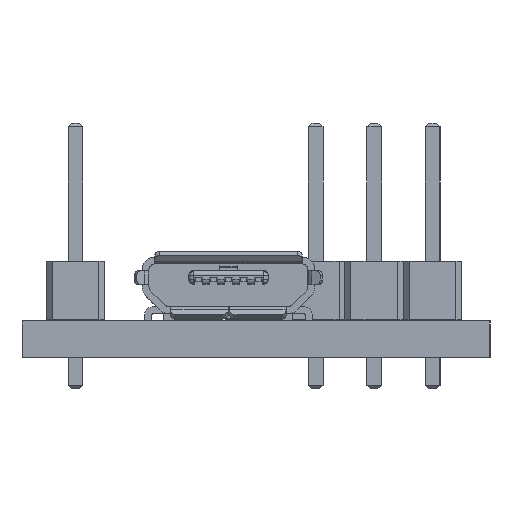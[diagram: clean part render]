
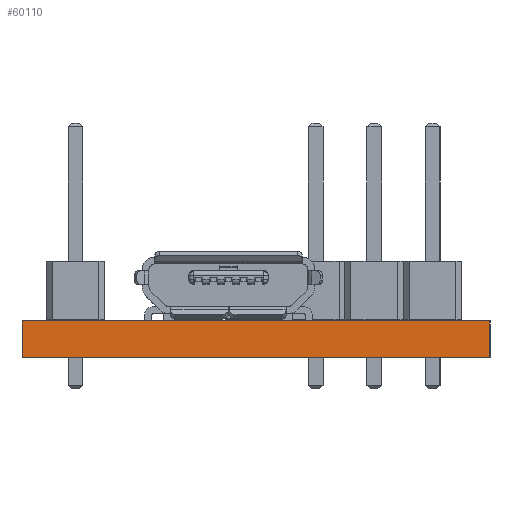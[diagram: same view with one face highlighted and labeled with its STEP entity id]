
A CAD part, left-side view. The second image highlights one B-rep face of the part: STEP entity #60110.
In plain terms, the highlighted planar face has unit normal (-1, 0, 0).
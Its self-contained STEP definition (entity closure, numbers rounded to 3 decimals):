
#60110 = ADVANCED_FACE('',(#60111),#60125,.F.);
#60111 = FACE_BOUND('',#60112,.F.);
#60112 = EDGE_LOOP('',(#60113,#60148,#60176,#60204));
#60113 = ORIENTED_EDGE('',*,*,#60114,.T.);
#60114 = EDGE_CURVE('',#60115,#60117,#60119,.T.);
#60115 = VERTEX_POINT('',#60116);
#60116 = CARTESIAN_POINT('',(96.012,-77.216,0.));
#60117 = VERTEX_POINT('',#60118);
#60118 = CARTESIAN_POINT('',(96.012,-77.216,1.6));
#60119 = SURFACE_CURVE('',#60120,(#60124,#60136),.PCURVE_S1.);
#60120 = LINE('',#60121,#60122);
#60121 = CARTESIAN_POINT('',(96.012,-77.216,0.));
#60122 = VECTOR('',#60123,1.);
#60123 = DIRECTION('',(0.,0.,1.));
#60124 = PCURVE('',#60125,#60130);
#60125 = PLANE('',#60126);
#60126 = AXIS2_PLACEMENT_3D('',#60127,#60128,#60129);
#60127 = CARTESIAN_POINT('',(96.012,-77.216,0.));
#60128 = DIRECTION('',(1.,0.,0.));
#60129 = DIRECTION('',(0.,-1.,0.));
#60130 = DEFINITIONAL_REPRESENTATION('',(#60131),#60135);
#60131 = LINE('',#60132,#60133);
#60132 = CARTESIAN_POINT('',(0.,0.));
#60133 = VECTOR('',#60134,1.);
#60134 = DIRECTION('',(0.,-1.));
#60135 = ( GEOMETRIC_REPRESENTATION_CONTEXT(2) 
PARAMETRIC_REPRESENTATION_CONTEXT() REPRESENTATION_CONTEXT('2D SPACE',''
  ) );
#60136 = PCURVE('',#60137,#60142);
#60137 = PLANE('',#60138);
#60138 = AXIS2_PLACEMENT_3D('',#60139,#60140,#60141);
#60139 = CARTESIAN_POINT('',(101.092,-77.216,0.));
#60140 = DIRECTION('',(0.,-1.,0.));
#60141 = DIRECTION('',(-1.,0.,0.));
#60142 = DEFINITIONAL_REPRESENTATION('',(#60143),#60147);
#60143 = LINE('',#60144,#60145);
#60144 = CARTESIAN_POINT('',(5.08,0.));
#60145 = VECTOR('',#60146,1.);
#60146 = DIRECTION('',(0.,-1.));
#60147 = ( GEOMETRIC_REPRESENTATION_CONTEXT(2) 
PARAMETRIC_REPRESENTATION_CONTEXT() REPRESENTATION_CONTEXT('2D SPACE',''
  ) );
#60148 = ORIENTED_EDGE('',*,*,#60149,.T.);
#60149 = EDGE_CURVE('',#60117,#60150,#60152,.T.);
#60150 = VERTEX_POINT('',#60151);
#60151 = CARTESIAN_POINT('',(96.012,-97.536,1.6));
#60152 = SURFACE_CURVE('',#60153,(#60157,#60164),.PCURVE_S1.);
#60153 = LINE('',#60154,#60155);
#60154 = CARTESIAN_POINT('',(96.012,-77.216,1.6));
#60155 = VECTOR('',#60156,1.);
#60156 = DIRECTION('',(0.,-1.,0.));
#60157 = PCURVE('',#60125,#60158);
#60158 = DEFINITIONAL_REPRESENTATION('',(#60159),#60163);
#60159 = LINE('',#60160,#60161);
#60160 = CARTESIAN_POINT('',(0.,-1.6));
#60161 = VECTOR('',#60162,1.);
#60162 = DIRECTION('',(1.,0.));
#60163 = ( GEOMETRIC_REPRESENTATION_CONTEXT(2) 
PARAMETRIC_REPRESENTATION_CONTEXT() REPRESENTATION_CONTEXT('2D SPACE',''
  ) );
#60164 = PCURVE('',#60165,#60170);
#60165 = PLANE('',#60166);
#60166 = AXIS2_PLACEMENT_3D('',#60167,#60168,#60169);
#60167 = CARTESIAN_POINT('',(112.179,-87.417,1.6));
#60168 = DIRECTION('',(0.,0.,1.));
#60169 = DIRECTION('',(1.,0.,0.));
#60170 = DEFINITIONAL_REPRESENTATION('',(#60171),#60175);
#60171 = LINE('',#60172,#60173);
#60172 = CARTESIAN_POINT('',(-16.167,10.201));
#60173 = VECTOR('',#60174,1.);
#60174 = DIRECTION('',(0.,-1.));
#60175 = ( GEOMETRIC_REPRESENTATION_CONTEXT(2) 
PARAMETRIC_REPRESENTATION_CONTEXT() REPRESENTATION_CONTEXT('2D SPACE',''
  ) );
#60176 = ORIENTED_EDGE('',*,*,#60177,.F.);
#60177 = EDGE_CURVE('',#60178,#60150,#60180,.T.);
#60178 = VERTEX_POINT('',#60179);
#60179 = CARTESIAN_POINT('',(96.012,-97.536,0.));
#60180 = SURFACE_CURVE('',#60181,(#60185,#60192),.PCURVE_S1.);
#60181 = LINE('',#60182,#60183);
#60182 = CARTESIAN_POINT('',(96.012,-97.536,0.));
#60183 = VECTOR('',#60184,1.);
#60184 = DIRECTION('',(0.,0.,1.));
#60185 = PCURVE('',#60125,#60186);
#60186 = DEFINITIONAL_REPRESENTATION('',(#60187),#60191);
#60187 = LINE('',#60188,#60189);
#60188 = CARTESIAN_POINT('',(20.32,0.));
#60189 = VECTOR('',#60190,1.);
#60190 = DIRECTION('',(0.,-1.));
#60191 = ( GEOMETRIC_REPRESENTATION_CONTEXT(2) 
PARAMETRIC_REPRESENTATION_CONTEXT() REPRESENTATION_CONTEXT('2D SPACE',''
  ) );
#60192 = PCURVE('',#60193,#60198);
#60193 = PLANE('',#60194);
#60194 = AXIS2_PLACEMENT_3D('',#60195,#60196,#60197);
#60195 = CARTESIAN_POINT('',(96.012,-97.536,0.));
#60196 = DIRECTION('',(0.,1.,0.));
#60197 = DIRECTION('',(1.,0.,0.));
#60198 = DEFINITIONAL_REPRESENTATION('',(#60199),#60203);
#60199 = LINE('',#60200,#60201);
#60200 = CARTESIAN_POINT('',(0.,0.));
#60201 = VECTOR('',#60202,1.);
#60202 = DIRECTION('',(0.,-1.));
#60203 = ( GEOMETRIC_REPRESENTATION_CONTEXT(2) 
PARAMETRIC_REPRESENTATION_CONTEXT() REPRESENTATION_CONTEXT('2D SPACE',''
  ) );
#60204 = ORIENTED_EDGE('',*,*,#60205,.F.);
#60205 = EDGE_CURVE('',#60115,#60178,#60206,.T.);
#60206 = SURFACE_CURVE('',#60207,(#60211,#60218),.PCURVE_S1.);
#60207 = LINE('',#60208,#60209);
#60208 = CARTESIAN_POINT('',(96.012,-77.216,0.));
#60209 = VECTOR('',#60210,1.);
#60210 = DIRECTION('',(0.,-1.,0.));
#60211 = PCURVE('',#60125,#60212);
#60212 = DEFINITIONAL_REPRESENTATION('',(#60213),#60217);
#60213 = LINE('',#60214,#60215);
#60214 = CARTESIAN_POINT('',(0.,0.));
#60215 = VECTOR('',#60216,1.);
#60216 = DIRECTION('',(1.,0.));
#60217 = ( GEOMETRIC_REPRESENTATION_CONTEXT(2) 
PARAMETRIC_REPRESENTATION_CONTEXT() REPRESENTATION_CONTEXT('2D SPACE',''
  ) );
#60218 = PCURVE('',#60219,#60224);
#60219 = PLANE('',#60220);
#60220 = AXIS2_PLACEMENT_3D('',#60221,#60222,#60223);
#60221 = CARTESIAN_POINT('',(112.179,-87.417,0.));
#60222 = DIRECTION('',(0.,0.,1.));
#60223 = DIRECTION('',(1.,0.,0.));
#60224 = DEFINITIONAL_REPRESENTATION('',(#60225),#60229);
#60225 = LINE('',#60226,#60227);
#60226 = CARTESIAN_POINT('',(-16.167,10.201));
#60227 = VECTOR('',#60228,1.);
#60228 = DIRECTION('',(0.,-1.));
#60229 = ( GEOMETRIC_REPRESENTATION_CONTEXT(2) 
PARAMETRIC_REPRESENTATION_CONTEXT() REPRESENTATION_CONTEXT('2D SPACE',''
  ) );
